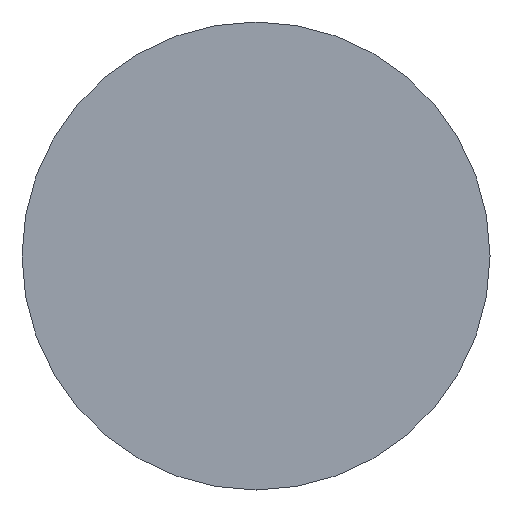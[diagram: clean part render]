
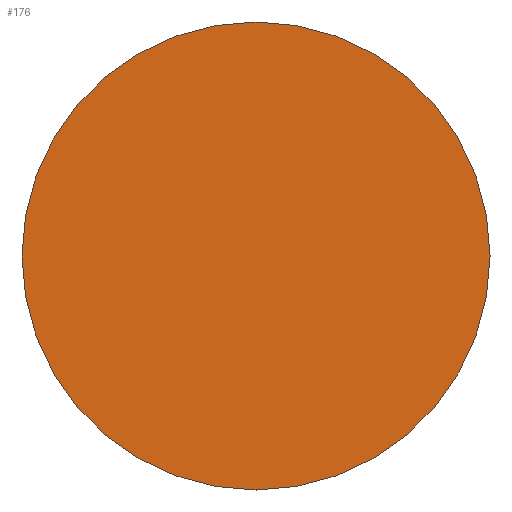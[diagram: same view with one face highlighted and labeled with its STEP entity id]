
A CAD part, front view. The second image highlights one B-rep face of the part: STEP entity #176.
In plain terms, the highlighted planar face has unit normal (0, -1, 0).
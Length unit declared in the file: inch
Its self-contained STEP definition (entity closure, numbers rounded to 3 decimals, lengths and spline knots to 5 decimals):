
#2 = FACE_OUTER_BOUND ( 'NONE', #241, .T. ) ;
#58 = CARTESIAN_POINT ( 'NONE',  ( 0., 0., -0.1875 ) ) ;
#61 = EDGE_CURVE ( 'NONE', #104, #114, #71, .T. ) ;
#71 = CIRCLE ( 'NONE', #307, 0.1875 ) ;
#89 = ORIENTED_EDGE ( 'NONE', *, *, #251, .T. ) ;
#104 = VERTEX_POINT ( 'NONE', #58 ) ;
#110 = DIRECTION ( 'NONE',  ( 0., 0., -1. ) ) ;
#114 = VERTEX_POINT ( 'NONE', #206 ) ;
#137 = ORIENTED_EDGE ( 'NONE', *, *, #61, .T. ) ;
#138 = CARTESIAN_POINT ( 'NONE',  ( 0., 0., 0. ) ) ;
#141 = CARTESIAN_POINT ( 'NONE',  ( 0., 0., 0. ) ) ;
#169 = DIRECTION ( 'NONE',  ( 0., 0., -1. ) ) ;
#176 = ADVANCED_FACE ( 'NONE', ( #2 ), #187, .T. ) ;
#178 = CIRCLE ( 'NONE', #193, 0.1875 ) ;
#184 = CARTESIAN_POINT ( 'NONE',  ( 0., 0., 0. ) ) ;
#187 = PLANE ( 'NONE',  #230 ) ;
#191 = DIRECTION ( 'NONE',  ( 0., -1., 0. ) ) ;
#193 = AXIS2_PLACEMENT_3D ( 'NONE', #138, #191, #295 ) ;
#206 = CARTESIAN_POINT ( 'NONE',  ( 0., 0., 0.1875 ) ) ;
#230 = AXIS2_PLACEMENT_3D ( 'NONE', #184, #283, #110 ) ;
#241 = EDGE_LOOP ( 'NONE', ( #137, #89 ) ) ;
#246 = DIRECTION ( 'NONE',  ( 0., -1., 0. ) ) ;
#251 = EDGE_CURVE ( 'NONE', #114, #104, #178, .T. ) ;
#283 = DIRECTION ( 'NONE',  ( 0., -1., 0. ) ) ;
#295 = DIRECTION ( 'NONE',  ( 0., 0., -1. ) ) ;
#307 = AXIS2_PLACEMENT_3D ( 'NONE', #141, #246, #169 ) ;
